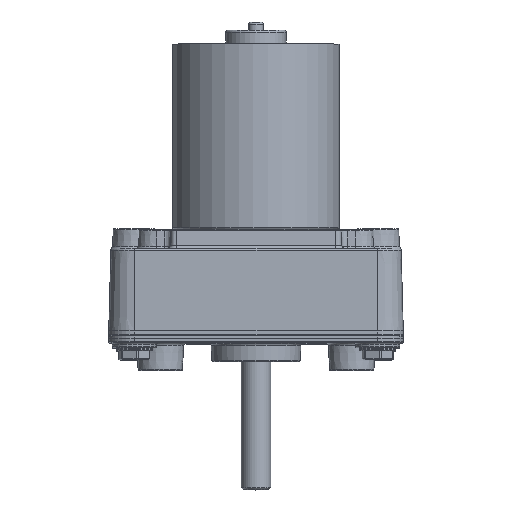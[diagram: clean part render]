
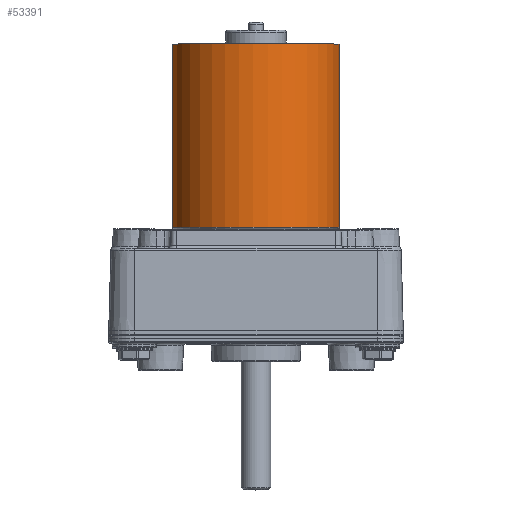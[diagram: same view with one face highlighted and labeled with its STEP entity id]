
A CAD part, top view. The second image highlights one B-rep face of the part: STEP entity #53391.
In plain terms, the highlighted cylindrical face has radius 18 mm (diameter 36 mm), a full revolution.
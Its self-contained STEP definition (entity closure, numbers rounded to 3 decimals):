
#543=CYLINDRICAL_SURFACE('',#57631,18.);
#3893=FACE_OUTER_BOUND('',#6978,.T.);
#6978=EDGE_LOOP('',(#48060,#48061,#48062,#48063,#48064));
#13165=LINE('',#88412,#19340);
#19340=VECTOR('',#71685,18.);
#20634=CIRCLE('',#57628,18.);
#20635=CIRCLE('',#57629,18.);
#20637=CIRCLE('',#57632,18.);
#25599=VERTEX_POINT('',#88404);
#25600=VERTEX_POINT('',#88406);
#25601=VERTEX_POINT('',#88411);
#33105=EDGE_CURVE('',#25599,#25600,#20634,.T.);
#33106=EDGE_CURVE('',#25600,#25599,#20635,.T.);
#33108=EDGE_CURVE('',#25600,#25601,#13165,.T.);
#33109=EDGE_CURVE('',#25601,#25601,#20637,.T.);
#48060=ORIENTED_EDGE('',*,*,#33106,.F.);
#48061=ORIENTED_EDGE('',*,*,#33108,.T.);
#48062=ORIENTED_EDGE('',*,*,#33109,.F.);
#48063=ORIENTED_EDGE('',*,*,#33108,.F.);
#48064=ORIENTED_EDGE('',*,*,#33105,.F.);
#53391=ADVANCED_FACE('',(#3893),#543,.T.);
#57628=AXIS2_PLACEMENT_3D('',#88407,#71677,#71678);
#57629=AXIS2_PLACEMENT_3D('',#88408,#71679,#71680);
#57631=AXIS2_PLACEMENT_3D('',#88410,#71683,#71684);
#57632=AXIS2_PLACEMENT_3D('',#88413,#71686,#71687);
#71677=DIRECTION('center_axis',(0.,0.,1.));
#71678=DIRECTION('ref_axis',(-1.,0.,0.));
#71679=DIRECTION('center_axis',(0.,0.,1.));
#71680=DIRECTION('ref_axis',(-1.,0.,0.));
#71683=DIRECTION('center_axis',(0.,0.,1.));
#71684=DIRECTION('ref_axis',(-1.,0.,0.));
#71685=DIRECTION('',(0.,0.,-1.));
#71686=DIRECTION('center_axis',(0.,0.,-1.));
#71687=DIRECTION('ref_axis',(-1.,0.,0.));
#88404=CARTESIAN_POINT('',(-18.,0.,39.5));
#88406=CARTESIAN_POINT('',(18.,0.,39.5));
#88407=CARTESIAN_POINT('Origin',(0.,0.,39.5));
#88408=CARTESIAN_POINT('Origin',(0.,0.,39.5));
#88410=CARTESIAN_POINT('Origin',(0.,0.,0.));
#88411=CARTESIAN_POINT('',(18.,0.,0.));
#88412=CARTESIAN_POINT('',(18.,0.,0.));
#88413=CARTESIAN_POINT('Origin',(0.,0.,0.));
